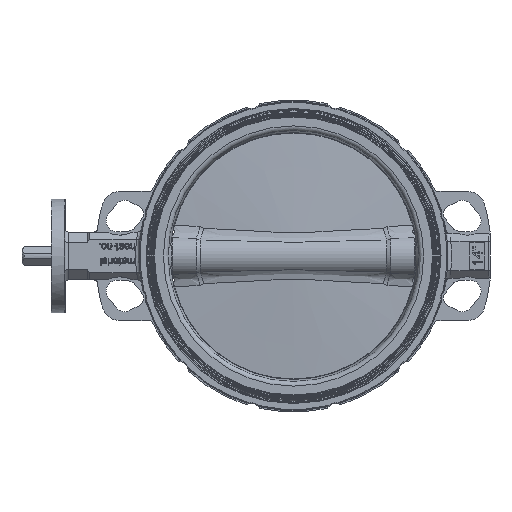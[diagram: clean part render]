
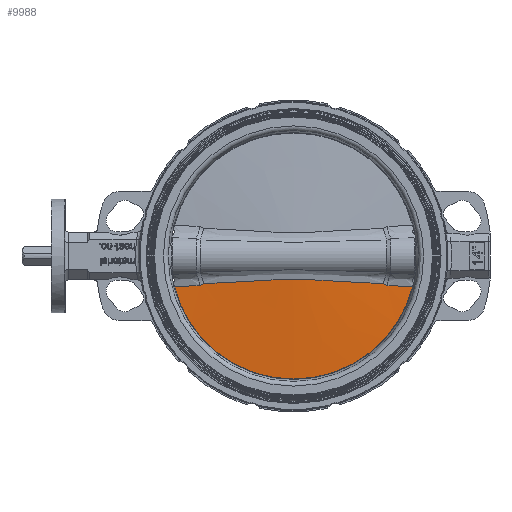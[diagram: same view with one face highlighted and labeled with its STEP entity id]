
A CAD part, left-side view. The second image highlights one B-rep face of the part: STEP entity #9988.
In plain terms, the highlighted conical face has half-angle 86.366 degrees and reference radius 173.204 mm.
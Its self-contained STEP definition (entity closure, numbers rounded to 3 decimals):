
#442 = VERTEX_POINT ( 'NONE', #44343 ) ;
#720 = CARTESIAN_POINT ( 'NONE',  ( -5.809, -138.894, -40.742 ) ) ;
#945 = EDGE_CURVE ( 'NONE', #49726, #1154, #22249, .T. ) ;
#1154 = VERTEX_POINT ( 'NONE', #13787 ) ;
#2804 = CARTESIAN_POINT ( 'NONE',  ( -8.133, -101.785, -36.637 ) ) ;
#2985 = CARTESIAN_POINT ( 'NONE',  ( -12.977, -4.895, -31.568 ) ) ;
#3085 = DIRECTION ( 'NONE',  ( 0., 0., 1. ) ) ;
#3164 = CARTESIAN_POINT ( 'NONE',  ( -10.829, 56.121, -34.192 ) ) ;
#4912 = ORIENTED_EDGE ( 'NONE', *, *, #945, .T. ) ;
#5827 = VERTEX_POINT ( 'NONE', #33225 ) ;
#7003 = CARTESIAN_POINT ( 'NONE',  ( -9.969, -71.187, -35.044 ) ) ;
#7178 = CARTESIAN_POINT ( 'NONE',  ( -12.996, 2.744, -31.538 ) ) ;
#7217 = CARTESIAN_POINT ( 'NONE',  ( -4.358, 162.306, -41.648 ) ) ;
#7361 = CARTESIAN_POINT ( 'NONE',  ( -9.354, 81.529, -35.602 ) ) ;
#9031 = ORIENTED_EDGE ( 'NONE', *, *, #41569, .T. ) ;
#9346 = CARTESIAN_POINT ( 'NONE',  ( -6.646, 125.517, -39.374 ) ) ;
#9988 = ADVANCED_FACE ( 'NONE', ( #29853 ), #45417, .T. ) ;
#11109 = CARTESIAN_POINT ( 'NONE',  ( -11.126, -50.79, -33.883 ) ) ;
#11294 = CARTESIAN_POINT ( 'NONE',  ( -12.887, 10.377, -31.707 ) ) ;
#11478 = CARTESIAN_POINT ( 'NONE',  ( -7.507, 112.021, -37.132 ) ) ;
#12738 = CARTESIAN_POINT ( 'NONE',  ( -4.358, 162.306, -41.648 ) ) ;
#13164 = B_SPLINE_CURVE_WITH_KNOTS ( 'NONE', 3,
 ( #46214, #17243, #9346, #38230 ),
 .UNSPECIFIED., .F., .F.,
 ( 4, 4 ),
 ( 0., 0.006 ),
 .UNSPECIFIED. ) ;
#13787 = CARTESIAN_POINT ( 'NONE',  ( -6.881, -122.187, -37.599 ) ) ;
#14504 = EDGE_CURVE ( 'NONE', #442, #52149, #20469, .T. ) ;
#15035 = AXIS2_PLACEMENT_3D ( 'NONE', #46070, #20885, #21268 ) ;
#15267 = CARTESIAN_POINT ( 'NONE',  ( -11.931, -35.49, -32.983 ) ) ;
#15445 = CARTESIAN_POINT ( 'NONE',  ( -12.671, 18.005, -32.022 ) ) ;
#15868 = ORIENTED_EDGE ( 'NONE', *, *, #14504, .T. ) ;
#17243 = CARTESIAN_POINT ( 'NONE',  ( -6.763, 123.849, -38.492 ) ) ;
#17688 = VERTEX_POINT ( 'NONE', #23257 ) ;
#18434 = CARTESIAN_POINT ( 'NONE',  ( -6.646, -125.517, -39.374 ) ) ;
#19379 = CARTESIAN_POINT ( 'NONE',  ( -12.393, -25.287, -32.401 ) ) ;
#19564 = CARTESIAN_POINT ( 'NONE',  ( -12.378, 25.63, -32.42 ) ) ;
#20469 = B_SPLINE_CURVE_WITH_KNOTS ( 'NONE', 3,
 ( #52195, #23580, #31921, #7217 ),
 .UNSPECIFIED., .F., .F.,
 ( 4, 4 ),
 ( 0., 0.035 ),
 .UNSPECIFIED. ) ;
#20719 = ORIENTED_EDGE ( 'NONE', *, *, #28772, .T. ) ;
#20885 = DIRECTION ( 'NONE',  ( 1., 0., 0. ) ) ;
#21268 = DIRECTION ( 'NONE',  ( 0., 0., -1. ) ) ;
#21280 = CARTESIAN_POINT ( 'NONE',  ( -4.358, -162.306, -41.648 ) ) ;
#22249 = B_SPLINE_CURVE_WITH_KNOTS ( 'NONE', 3,
 ( #29103, #18434, #47413, #53406 ),
 .UNSPECIFIED., .F., .F.,
 ( 4, 4 ),
 ( 0., 0.006 ),
 .UNSPECIFIED. ) ;
#23190 = CARTESIAN_POINT ( 'NONE',  ( -6.881, -122.187, -37.599 ) ) ;
#23257 = CARTESIAN_POINT ( 'NONE',  ( -6.881, 122.187, -37.599 ) ) ;
#23364 = CARTESIAN_POINT ( 'NONE',  ( -7.509, -111.985, -37.13 ) ) ;
#23538 = CARTESIAN_POINT ( 'NONE',  ( -12.684, -17.637, -32.005 ) ) ;
#23580 = CARTESIAN_POINT ( 'NONE',  ( -5.809, 138.894, -40.742 ) ) ;
#23722 = CARTESIAN_POINT ( 'NONE',  ( -11.916, 35.795, -33.001 ) ) ;
#24451 = CIRCLE ( 'NONE', #53339, 167.564 ) ;
#24892 = EDGE_CURVE ( 'NONE', #5827, #49726, #33843, .T. ) ;
#26010 = ORIENTED_EDGE ( 'NONE', *, *, #29892, .T. ) ;
#27670 = CARTESIAN_POINT ( 'NONE',  ( -12.895, -9.99, -31.694 ) ) ;
#27764 = DIRECTION ( 'NONE',  ( -1., 0., 0. ) ) ;
#27841 = CARTESIAN_POINT ( 'NONE',  ( -11.113, 51.04, -33.897 ) ) ;
#28772 = EDGE_CURVE ( 'NONE', #52149, #5827, #24451, .T. ) ;
#29103 = CARTESIAN_POINT ( 'NONE',  ( -6.528, -127.19, -40.246 ) ) ;
#29611 = CARTESIAN_POINT ( 'NONE',  ( -6.528, -127.19, -40.246 ) ) ;
#29853 = FACE_OUTER_BOUND ( 'NONE', #31953, .T. ) ;
#29892 = EDGE_CURVE ( 'NONE', #1154, #17688, #50707, .T. ) ;
#31713 = CARTESIAN_POINT ( 'NONE',  ( -9.362, -81.386, -35.594 ) ) ;
#31880 = CARTESIAN_POINT ( 'NONE',  ( -12.998, -2.348, -31.534 ) ) ;
#31921 = CARTESIAN_POINT ( 'NONE',  ( -5.085, 150.599, -41.208 ) ) ;
#31953 = EDGE_LOOP ( 'NONE', ( #20719, #34970, #4912, #26010, #9031, #15868 ) ) ;
#32075 = CARTESIAN_POINT ( 'NONE',  ( -9.958, 71.366, -35.054 ) ) ;
#33225 = CARTESIAN_POINT ( 'NONE',  ( -4.358, -162.306, -41.648 ) ) ;
#33843 = B_SPLINE_CURVE_WITH_KNOTS ( 'NONE', 3,
 ( #21280, #46091, #720, #29611 ),
 .UNSPECIFIED., .F., .F.,
 ( 4, 4 ),
 ( 0.01, 0.045 ),
 .UNSPECIFIED. ) ;
#34970 = ORIENTED_EDGE ( 'NONE', *, *, #24892, .T. ) ;
#35854 = CARTESIAN_POINT ( 'NONE',  ( -10.842, -55.889, -34.178 ) ) ;
#36049 = CARTESIAN_POINT ( 'NONE',  ( -12.973, 5.289, -31.575 ) ) ;
#36232 = CARTESIAN_POINT ( 'NONE',  ( -8.128, 101.856, -36.64 ) ) ;
#38230 = CARTESIAN_POINT ( 'NONE',  ( -6.528, 127.19, -40.246 ) ) ;
#40051 = CARTESIAN_POINT ( 'NONE',  ( -11.671, -40.591, -33.286 ) ) ;
#40229 = CARTESIAN_POINT ( 'NONE',  ( -12.825, 12.92, -31.801 ) ) ;
#40402 = CARTESIAN_POINT ( 'NONE',  ( -6.881, 122.187, -37.599 ) ) ;
#41569 = EDGE_CURVE ( 'NONE', #17688, #442, #13164, .T. ) ;
#44211 = CARTESIAN_POINT ( 'NONE',  ( -12.282, -27.838, -32.544 ) ) ;
#44343 = CARTESIAN_POINT ( 'NONE',  ( -6.528, 127.19, -40.246 ) ) ;
#44384 = CARTESIAN_POINT ( 'NONE',  ( -12.58, 20.547, -32.15 ) ) ;
#45417 = CONICAL_SURFACE ( 'NONE', #15035, 173.204, 1.507 ) ;
#46070 = CARTESIAN_POINT ( 'NONE',  ( -4., 0., 0. ) ) ;
#46091 = CARTESIAN_POINT ( 'NONE',  ( -5.085, -150.599, -41.208 ) ) ;
#46214 = CARTESIAN_POINT ( 'NONE',  ( -6.881, 122.187, -37.599 ) ) ;
#47413 = CARTESIAN_POINT ( 'NONE',  ( -6.763, -123.849, -38.492 ) ) ;
#48377 = CARTESIAN_POINT ( 'NONE',  ( -12.593, -20.187, -32.131 ) ) ;
#48528 = CARTESIAN_POINT ( 'NONE',  ( -12.268, 28.171, -32.563 ) ) ;
#49726 = VERTEX_POINT ( 'NONE', #51280 ) ;
#50707 = B_SPLINE_CURVE_WITH_KNOTS ( 'NONE', 3,
 ( #23190, #23364, #2804, #31713, #7003, #35854, #11109, #40051, #15267, #44211, #19379, #48377, #23538, #52514, #27670, #2985, #31880, #7178, #36049, #11294, #40229, #15445, #44384, #19564, #48528, #23722, #52701, #27841, #3164, #32075, #7361, #36232, #11478, #40402 ),
 .UNSPECIFIED., .F., .F.,
 ( 4, 2, 2, 2, 2, 2, 2, 2, 2, 2, 2, 2, 2, 2, 2, 2, 4 ),
 ( 0., 0.031, 0.061, 0.077, 0.092, 0.1, 0.107, 0.115, 0.123, 0.13, 0.138, 0.146, 0.153, 0.169, 0.184, 0.215, 0.246 ),
 .UNSPECIFIED. ) ;
#51280 = CARTESIAN_POINT ( 'NONE',  ( -6.528, -127.19, -40.246 ) ) ;
#52149 = VERTEX_POINT ( 'NONE', #12738 ) ;
#52195 = CARTESIAN_POINT ( 'NONE',  ( -6.528, 127.19, -40.246 ) ) ;
#52514 = CARTESIAN_POINT ( 'NONE',  ( -12.835, -12.539, -31.786 ) ) ;
#52624 = CARTESIAN_POINT ( 'NONE',  ( -4.358, 0., 0. ) ) ;
#52701 = CARTESIAN_POINT ( 'NONE',  ( -11.656, 40.877, -33.302 ) ) ;
#53339 = AXIS2_PLACEMENT_3D ( 'NONE', #52624, #27764, #3085 ) ;
#53406 = CARTESIAN_POINT ( 'NONE',  ( -6.881, -122.187, -37.599 ) ) ;
